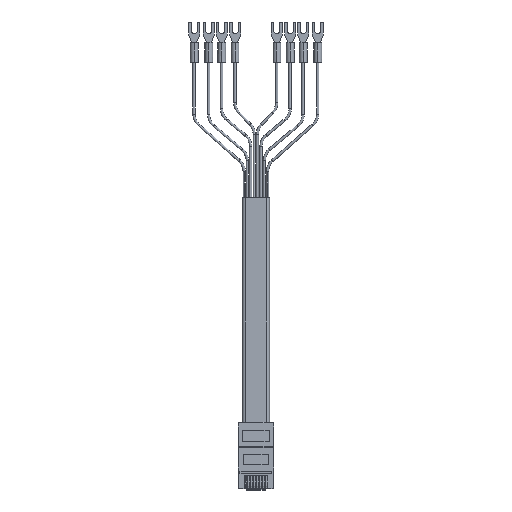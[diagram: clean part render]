
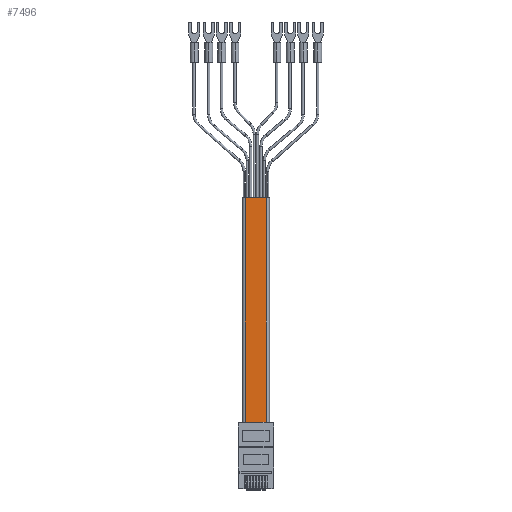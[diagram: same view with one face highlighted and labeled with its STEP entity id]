
A CAD part, top view. The second image highlights one B-rep face of the part: STEP entity #7496.
In plain terms, the highlighted planar face has unit normal (0, 0, 1).
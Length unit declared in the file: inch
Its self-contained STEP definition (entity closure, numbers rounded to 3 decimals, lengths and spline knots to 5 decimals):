
#7477 = VERTEX_POINT ( 'NONE', #11484 ) ;
#7482 = EDGE_CURVE ( 'NONE', #7486, #7504, #11490, .T. ) ;
#7486 = VERTEX_POINT ( 'NONE', #11414 ) ;
#7496 = ADVANCED_FACE ( 'NONE', ( #11372 ), #11521, .F. ) ;
#7504 = VERTEX_POINT ( 'NONE', #11405 ) ;
#7534 = EDGE_CURVE ( 'NONE', #7477, #7535, #11709, .T. ) ;
#7535 = VERTEX_POINT ( 'NONE', #11637 ) ;
#7583 = EDGE_CURVE ( 'NONE', #7504, #7535, #11571, .T. ) ;
#7589 = ORIENTED_EDGE ( 'NONE', *, *, #7534, .T. ) ;
#7598 = EDGE_CURVE ( 'NONE', #7486, #7477, #11683, .T. ) ;
#7612 = ORIENTED_EDGE ( 'NONE', *, *, #7583, .F. ) ;
#7621 = ORIENTED_EDGE ( 'NONE', *, *, #7482, .F. ) ;
#7644 = ORIENTED_EDGE ( 'NONE', *, *, #7598, .T. ) ;
#7680 = EDGE_LOOP ( 'NONE', ( #7589, #7612, #7621, #7644 ) ) ;
#11372 = FACE_OUTER_BOUND ( 'NONE', #7680, .T. ) ;
#11405 = CARTESIAN_POINT ( 'NONE',  ( 0.138, 1.5, 0.0475 ) ) ;
#11414 = CARTESIAN_POINT ( 'NONE',  ( -0.138, 1.5, 0.0475 ) ) ;
#11484 = CARTESIAN_POINT ( 'NONE',  ( -0.138, -1.5, 0.0475 ) ) ;
#11487 = DIRECTION ( 'NONE',  ( 1., 0., 0. ) ) ;
#11488 = VECTOR ( 'NONE', #11487, 39.37008 ) ;
#11489 = CARTESIAN_POINT ( 'NONE',  ( -0.138, 1.5, 0.0475 ) ) ;
#11490 = LINE ( 'NONE', #11489, #11488 ) ;
#11517 = DIRECTION ( 'NONE',  ( -1., 0., 0. ) ) ;
#11518 = DIRECTION ( 'NONE',  ( 0., 0., -1. ) ) ;
#11519 = CARTESIAN_POINT ( 'NONE',  ( -0.138, 1.5, 0.0475 ) ) ;
#11520 = AXIS2_PLACEMENT_3D ( 'NONE', #11519, #11518, #11517 ) ;
#11521 = PLANE ( 'NONE',  #11520 ) ;
#11568 = DIRECTION ( 'NONE',  ( 0., -1., 0. ) ) ;
#11569 = VECTOR ( 'NONE', #11568, 39.37008 ) ;
#11570 = CARTESIAN_POINT ( 'NONE',  ( 0.138, 1.5, 0.0475 ) ) ;
#11571 = LINE ( 'NONE', #11570, #11569 ) ;
#11637 = CARTESIAN_POINT ( 'NONE',  ( 0.138, -1.5, 0.0475 ) ) ;
#11638 = VECTOR ( 'NONE', #11707, 39.37008 ) ;
#11680 = DIRECTION ( 'NONE',  ( 0., -1., 0. ) ) ;
#11681 = VECTOR ( 'NONE', #11680, 39.37008 ) ;
#11682 = CARTESIAN_POINT ( 'NONE',  ( -0.138, 1.5, 0.0475 ) ) ;
#11683 = LINE ( 'NONE', #11682, #11681 ) ;
#11707 = DIRECTION ( 'NONE',  ( 1., 0., 0. ) ) ;
#11708 = CARTESIAN_POINT ( 'NONE',  ( -0.138, -1.5, 0.0475 ) ) ;
#11709 = LINE ( 'NONE', #11708, #11638 ) ;
